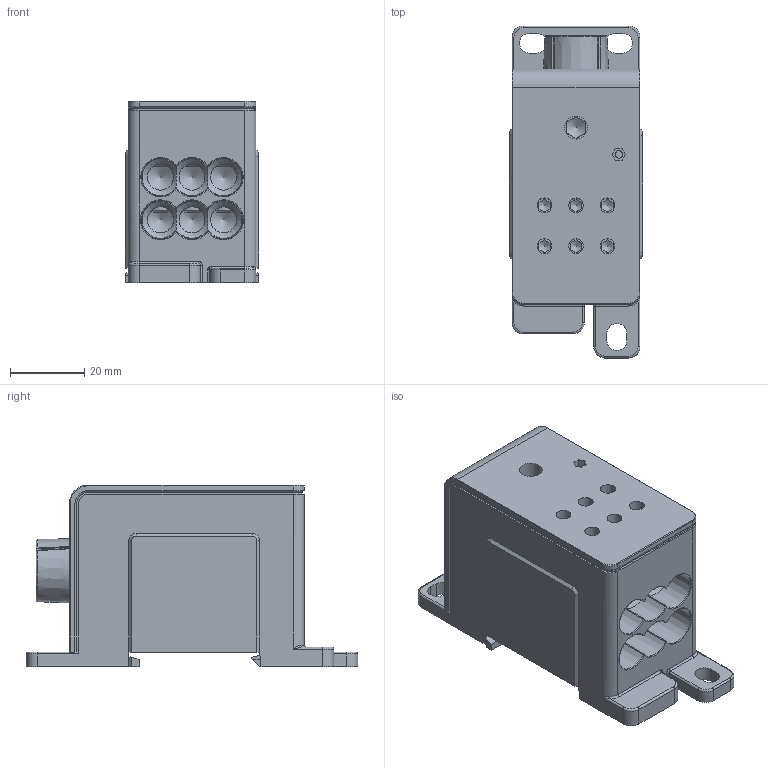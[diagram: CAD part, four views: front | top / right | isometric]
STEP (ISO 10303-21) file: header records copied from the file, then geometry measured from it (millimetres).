
FILE_DESCRIPTION(/* description */ (''),/* implementation_level */ '2;1');
FILE_NAME(/* name */ '27201.0_SVBA_115A.stp',/* time_stamp */ '2017-01-11T11:45:56+01:00',/* author */ ('A.Robertus'),/* organization */ ('CONTA-CLIP Verbindungstechnik GmbH'),/* preprocessor_version */ 'ST-DEVELOPER v16.1',/* originating_system */ 'Autodesk Inventor 2016',/* authorisation */ '');
FILE_SCHEMA (('AUTOMOTIVE_DESIGN { 1 0 10303 214 3 1 1 }'));
Length unit declared in the file: millimetre
Products named in the file (1): 27201.0_SVBA_115A
Bounding box: 36 x 89.5 x 49 mm (x, y, z)
Volume: 93391.5 mm3; surface area: 22879.3 mm2
Topology: 1 solids, 3 shells, 349 faces, 882 edges, 549 vertices
Faces by surface type: plane 146, cylinder 73, cone 48, bspline 38, torus 28, sphere 16
Full cylindrical faces by diameter (mm): 2 x1, 4 x6, 6.2 x1, 7 x6, 10.5 x1, 13.5 x1
Entity records: 11606 total; most frequent: CARTESIAN_POINT 3643, ORIENTED_EDGE 1598, DIRECTION 1458, EDGE_CURVE 799, AXIS2_PLACEMENT_3D 559, VERTEX_POINT 513, EDGE_LOOP 412, FACE_OUTER_BOUND 349
